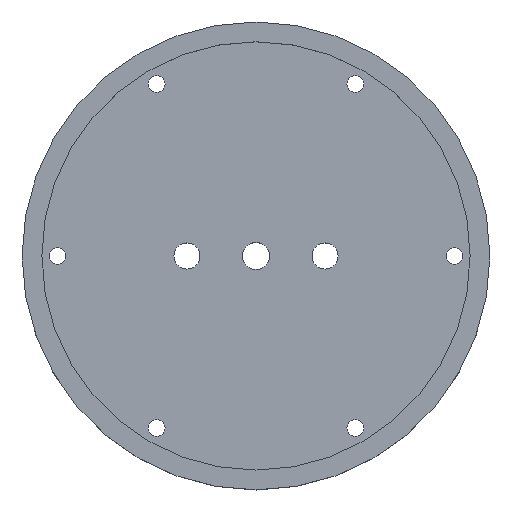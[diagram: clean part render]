
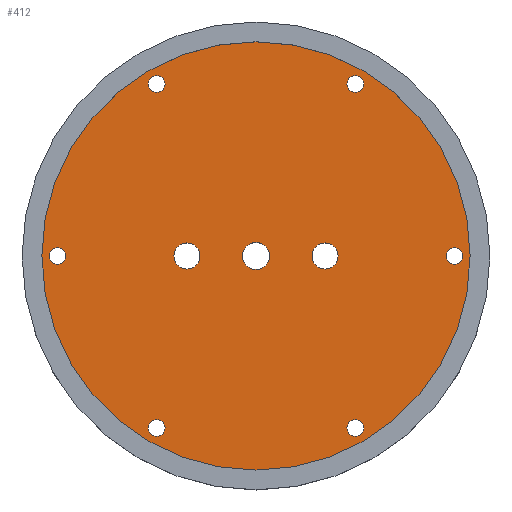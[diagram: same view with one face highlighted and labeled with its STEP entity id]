
A CAD part, top view. The second image highlights one B-rep face of the part: STEP entity #412.
In plain terms, the highlighted planar face has unit normal (0, 0, 1).
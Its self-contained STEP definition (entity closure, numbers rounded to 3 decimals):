
#82=FACE_BOUND('',#148,.T.);
#83=FACE_BOUND('',#149,.T.);
#84=FACE_BOUND('',#150,.T.);
#85=FACE_BOUND('',#151,.T.);
#86=FACE_BOUND('',#152,.T.);
#87=FACE_BOUND('',#153,.T.);
#88=FACE_BOUND('',#154,.T.);
#89=FACE_BOUND('',#155,.T.);
#90=FACE_BOUND('',#156,.T.);
#105=FACE_OUTER_BOUND('',#147,.T.);
#147=EDGE_LOOP('',(#335));
#148=EDGE_LOOP('',(#336));
#149=EDGE_LOOP('',(#337));
#150=EDGE_LOOP('',(#338));
#151=EDGE_LOOP('',(#339));
#152=EDGE_LOOP('',(#340));
#153=EDGE_LOOP('',(#341));
#154=EDGE_LOOP('',(#342));
#155=EDGE_LOOP('',(#343));
#156=EDGE_LOOP('',(#344));
#181=CIRCLE('',#459,1.6);
#191=CIRCLE('',#471,2.6);
#192=CIRCLE('',#473,2.5);
#194=CIRCLE('',#476,41.1);
#196=CIRCLE('',#481,1.6);
#197=CIRCLE('',#482,1.6);
#198=CIRCLE('',#483,1.6);
#199=CIRCLE('',#484,1.6);
#200=CIRCLE('',#485,1.6);
#201=CIRCLE('',#486,2.5);
#215=VERTEX_POINT('',#673);
#225=VERTEX_POINT('',#696);
#226=VERTEX_POINT('',#700);
#228=VERTEX_POINT('',#706);
#230=VERTEX_POINT('',#715);
#231=VERTEX_POINT('',#717);
#232=VERTEX_POINT('',#719);
#233=VERTEX_POINT('',#721);
#234=VERTEX_POINT('',#723);
#235=VERTEX_POINT('',#725);
#251=EDGE_CURVE('',#215,#215,#181,.T.);
#262=EDGE_CURVE('',#225,#225,#191,.T.);
#263=EDGE_CURVE('',#226,#226,#192,.T.);
#267=EDGE_CURVE('',#228,#228,#194,.T.);
#270=EDGE_CURVE('',#230,#230,#196,.T.);
#271=EDGE_CURVE('',#231,#231,#197,.T.);
#272=EDGE_CURVE('',#232,#232,#198,.T.);
#273=EDGE_CURVE('',#233,#233,#199,.T.);
#274=EDGE_CURVE('',#234,#234,#200,.T.);
#275=EDGE_CURVE('',#235,#235,#201,.T.);
#335=ORIENTED_EDGE('',*,*,#267,.T.);
#336=ORIENTED_EDGE('',*,*,#270,.T.);
#337=ORIENTED_EDGE('',*,*,#271,.T.);
#338=ORIENTED_EDGE('',*,*,#272,.T.);
#339=ORIENTED_EDGE('',*,*,#273,.T.);
#340=ORIENTED_EDGE('',*,*,#274,.T.);
#341=ORIENTED_EDGE('',*,*,#251,.T.);
#342=ORIENTED_EDGE('',*,*,#262,.T.);
#343=ORIENTED_EDGE('',*,*,#275,.F.);
#344=ORIENTED_EDGE('',*,*,#263,.T.);
#397=PLANE('',#480);
#412=ADVANCED_FACE('',(#105,#82,#83,#84,#85,#86,#87,#88,#89,#90),#397,.T.);
#459=AXIS2_PLACEMENT_3D('',#675,#544,#545);
#471=AXIS2_PLACEMENT_3D('',#698,#569,#570);
#473=AXIS2_PLACEMENT_3D('',#701,#573,#574);
#476=AXIS2_PLACEMENT_3D('',#708,#581,#582);
#480=AXIS2_PLACEMENT_3D('',#714,#590,#591);
#481=AXIS2_PLACEMENT_3D('',#716,#592,#593);
#482=AXIS2_PLACEMENT_3D('',#718,#594,#595);
#483=AXIS2_PLACEMENT_3D('',#720,#596,#597);
#484=AXIS2_PLACEMENT_3D('',#722,#598,#599);
#485=AXIS2_PLACEMENT_3D('',#724,#600,#601);
#486=AXIS2_PLACEMENT_3D('',#726,#602,#603);
#544=DIRECTION('center_axis',(0.,0.,-1.));
#545=DIRECTION('ref_axis',(1.,0.,0.));
#569=DIRECTION('center_axis',(0.,0.,-1.));
#570=DIRECTION('ref_axis',(1.,0.,0.));
#573=DIRECTION('center_axis',(0.,0.,-1.));
#574=DIRECTION('ref_axis',(-1.,0.,0.));
#581=DIRECTION('center_axis',(0.,0.,1.));
#582=DIRECTION('ref_axis',(-1.,0.,0.));
#590=DIRECTION('center_axis',(0.,0.,1.));
#591=DIRECTION('ref_axis',(1.,0.,0.));
#592=DIRECTION('center_axis',(0.,0.,-1.));
#593=DIRECTION('ref_axis',(0.5,-0.866,0.));
#594=DIRECTION('center_axis',(0.,0.,-1.));
#595=DIRECTION('ref_axis',(-0.5,-0.866,0.));
#596=DIRECTION('center_axis',(0.,0.,-1.));
#597=DIRECTION('ref_axis',(-1.,0.,0.));
#598=DIRECTION('center_axis',(0.,0.,-1.));
#599=DIRECTION('ref_axis',(-0.5,0.866,0.));
#600=DIRECTION('center_axis',(0.,0.,-1.));
#601=DIRECTION('ref_axis',(0.5,0.866,0.));
#602=DIRECTION('center_axis',(0.,0.,1.));
#603=DIRECTION('ref_axis',(1.,0.,0.));
#673=CARTESIAN_POINT('',(-39.7,0.,4.));
#675=CARTESIAN_POINT('Origin',(-38.1,0.,4.));
#696=CARTESIAN_POINT('',(-2.6,0.,4.));
#698=CARTESIAN_POINT('Origin',(0.,0.,4.));
#700=CARTESIAN_POINT('',(15.75,0.,4.));
#701=CARTESIAN_POINT('Origin',(13.25,0.,4.));
#706=CARTESIAN_POINT('',(41.1,0.,4.));
#708=CARTESIAN_POINT('Origin',(0.,0.,4.));
#714=CARTESIAN_POINT('Origin',(0.,0.,4.));
#715=CARTESIAN_POINT('',(-19.85,34.381,4.));
#716=CARTESIAN_POINT('Origin',(-19.05,32.996,4.));
#717=CARTESIAN_POINT('',(19.85,34.381,4.));
#718=CARTESIAN_POINT('Origin',(19.05,32.996,4.));
#719=CARTESIAN_POINT('',(39.7,0.,4.));
#720=CARTESIAN_POINT('Origin',(38.1,0.,4.));
#721=CARTESIAN_POINT('',(19.85,-34.381,4.));
#722=CARTESIAN_POINT('Origin',(19.05,-32.996,4.));
#723=CARTESIAN_POINT('',(-19.85,-34.381,4.));
#724=CARTESIAN_POINT('Origin',(-19.05,-32.996,4.));
#725=CARTESIAN_POINT('',(-15.75,0.,4.));
#726=CARTESIAN_POINT('Origin',(-13.25,0.,4.));
